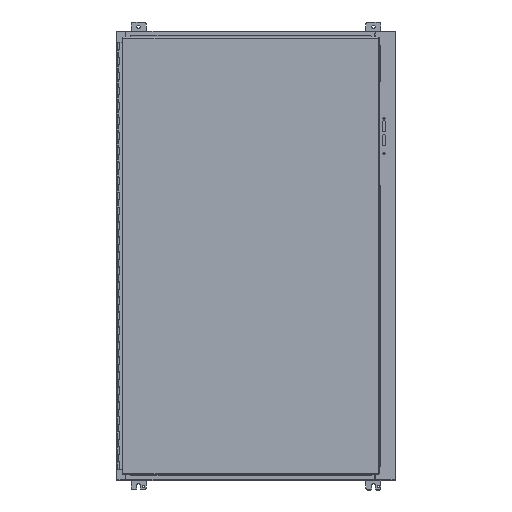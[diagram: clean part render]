
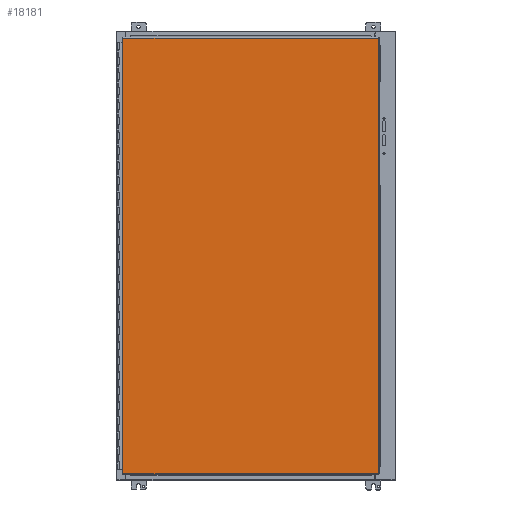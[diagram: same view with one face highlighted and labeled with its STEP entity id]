
A CAD part, top view. The second image highlights one B-rep face of the part: STEP entity #18181.
In plain terms, the highlighted planar face has unit normal (0, 0, 1).
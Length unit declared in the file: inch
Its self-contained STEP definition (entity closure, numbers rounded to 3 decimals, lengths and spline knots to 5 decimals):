
#457=PLANE('',#19251);
#1145=FACE_OUTER_BOUND('',#2128,.T.);
#2128=EDGE_LOOP('',(#12631,#12632,#12633,#12634));
#3257=LINE('',#26826,#5144);
#3263=LINE('',#26907,#5150);
#3269=LINE('',#26989,#5156);
#3276=LINE('',#27070,#5163);
#5144=VECTOR('',#21558,58.1645);
#5150=VECTOR('',#21572,34.13325);
#5156=VECTOR('',#21586,58.1645);
#5163=VECTOR('',#21603,34.13325);
#7622=VERTEX_POINT('',#26817);
#7623=VERTEX_POINT('',#26825);
#7626=VERTEX_POINT('',#26899);
#7630=VERTEX_POINT('',#26981);
#9492=EDGE_CURVE('',#7623,#7622,#3257,.T.);
#9502=EDGE_CURVE('',#7622,#7626,#3263,.T.);
#9512=EDGE_CURVE('',#7626,#7630,#3269,.T.);
#9523=EDGE_CURVE('',#7630,#7623,#3276,.T.);
#12631=ORIENTED_EDGE('',*,*,#9492,.T.);
#12632=ORIENTED_EDGE('',*,*,#9502,.T.);
#12633=ORIENTED_EDGE('',*,*,#9512,.T.);
#12634=ORIENTED_EDGE('',*,*,#9523,.T.);
#18181=ADVANCED_FACE('',(#1145),#457,.T.);
#19251=AXIS2_PLACEMENT_3D('',#27138,#21613,#21614);
#21558=DIRECTION('',(0.,1.,0.));
#21572=DIRECTION('',(-1.,0.,0.));
#21586=DIRECTION('',(0.,-1.,0.));
#21603=DIRECTION('',(1.,0.,0.));
#21613=DIRECTION('center_axis',(0.,0.,1.));
#21614=DIRECTION('ref_axis',(1.,0.,0.));
#26817=CARTESIAN_POINT('',(34.2385,58.26975,0.074));
#26825=CARTESIAN_POINT('',(34.2385,0.10525,0.074));
#26826=CARTESIAN_POINT('',(34.2385,14.64638,0.074));
#26899=CARTESIAN_POINT('',(0.10525,58.26975,0.074));
#26907=CARTESIAN_POINT('',(25.70519,58.26975,0.074));
#26981=CARTESIAN_POINT('',(0.10525,0.10525,0.074));
#26989=CARTESIAN_POINT('',(0.10525,43.72863,0.074));
#27070=CARTESIAN_POINT('',(8.63856,0.10525,0.074));
#27138=CARTESIAN_POINT('Origin',(17.17188,29.1875,0.074));
